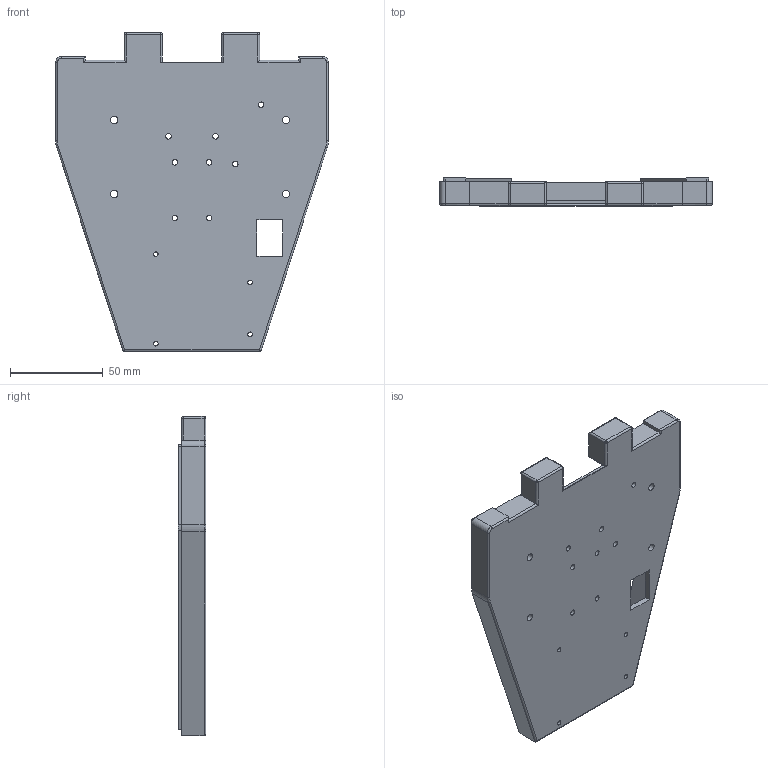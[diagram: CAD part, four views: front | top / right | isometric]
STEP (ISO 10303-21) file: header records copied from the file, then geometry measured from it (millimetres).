
FILE_DESCRIPTION(/* description */ (''),/* implementation_level */ '2;1');
FILE_NAME(/* name */ 'layer_platform v6.step',/* time_stamp */ '2025-05-14T17:17:26+02:00',/* author */ (''),/* organization */ (''),/* preprocessor_version */ 'ST-DEVELOPER v20.1',/* originating_system */ 'Autodesk Translation Framework v14.4.0.0',/* authorisation */ '');
FILE_SCHEMA (('AUTOMOTIVE_DESIGN { 1 0 10303 214 3 1 1 }'));
Length unit declared in the file: millimetre
Products named in the file (1): layer_platform
Bounding box: 147 x 15 x 172 mm (x, y, z)
Volume: 73813.5 mm3; surface area: 53504.7 mm2
Topology: 1 solids, 1 shells, 121 faces, 318 edges, 198 vertices
Faces by surface type: plane 57, cylinder 54, sphere 6, torus 4
Full cylindrical faces by diameter (mm): 2.5 x4, 3 x8, 4 x4
Entity records: 3833 total; most frequent: CARTESIAN_POINT 682, DIRECTION 658, ORIENTED_EDGE 636, EDGE_CURVE 318, AXIS2_PLACEMENT_3D 222, LINE 214, VECTOR 214, VERTEX_POINT 198
